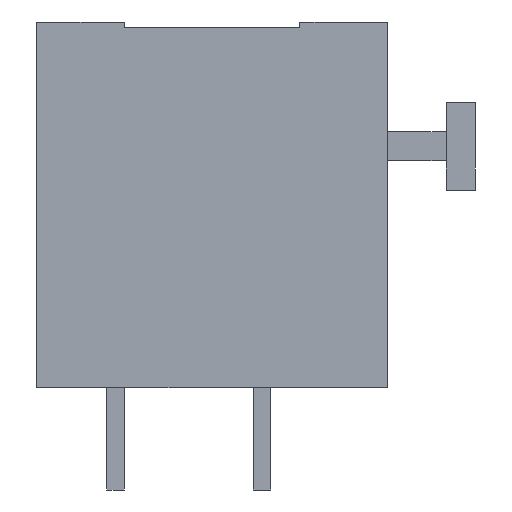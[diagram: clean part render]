
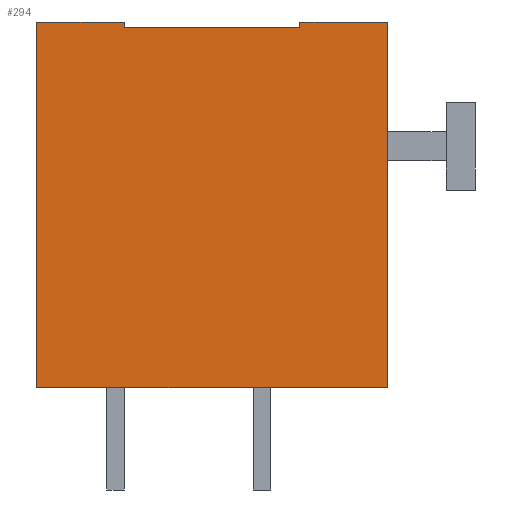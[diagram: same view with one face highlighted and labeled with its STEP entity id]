
A CAD part, front view. The second image highlights one B-rep face of the part: STEP entity #294.
In plain terms, the highlighted planar face has unit normal (0, -1, 0).
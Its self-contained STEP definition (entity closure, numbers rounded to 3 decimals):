
#294=ADVANCED_FACE('',(#502),#503,.F.);
#502=FACE_OUTER_BOUND('',#660,.T.);
#503=PLANE('',#661);
#660=EDGE_LOOP('',(#1042,#1043,#1044,#1045,#1046,#1047,#1048,#1049));
#661=AXIS2_PLACEMENT_3D('',#1050,#1051,#1052);
#1042=ORIENTED_EDGE('',*,*,#1226,.F.);
#1043=ORIENTED_EDGE('',*,*,#1218,.F.);
#1044=ORIENTED_EDGE('',*,*,#1202,.T.);
#1045=ORIENTED_EDGE('',*,*,#1224,.T.);
#1046=ORIENTED_EDGE('',*,*,#1209,.F.);
#1047=ORIENTED_EDGE('',*,*,#1222,.F.);
#1048=ORIENTED_EDGE('',*,*,#1227,.F.);
#1049=ORIENTED_EDGE('',*,*,#1228,.T.);
#1050=CARTESIAN_POINT('',(-25.0,-2.5,20.139));
#1051=DIRECTION('',(0.0,1.0,0.0));
#1052=DIRECTION('',(0.0,0.0,1.0));
#1202=EDGE_CURVE('',#1418,#1416,#1419,.T.);
#1209=EDGE_CURVE('',#1429,#1424,#1431,.T.);
#1218=EDGE_CURVE('',#1418,#1444,#1445,.T.);
#1222=EDGE_CURVE('',#1448,#1429,#1450,.T.);
#1224=EDGE_CURVE('',#1416,#1424,#1452,.T.);
#1226=EDGE_CURVE('',#1444,#1454,#1455,.T.);
#1227=EDGE_CURVE('',#1456,#1448,#1457,.T.);
#1228=EDGE_CURVE('',#1456,#1454,#1458,.T.);
#1416=VERTEX_POINT('',#1730);
#1418=VERTEX_POINT('',#1733);
#1419=LINE('',#1734,#1735);
#1424=VERTEX_POINT('',#1742);
#1429=VERTEX_POINT('',#1749);
#1431=LINE('',#1752,#1753);
#1444=VERTEX_POINT('',#1772);
#1445=LINE('',#1773,#1774);
#1448=VERTEX_POINT('',#1778);
#1450=LINE('',#1781,#1782);
#1452=LINE('',#1784,#1785);
#1454=VERTEX_POINT('',#1787);
#1455=LINE('',#1788,#1789);
#1456=VERTEX_POINT('',#1790);
#1457=LINE('',#1791,#1792);
#1458=LINE('',#1793,#1794);
#1730=CARTESIAN_POINT('',(-25.0,-2.5,7.639));
#1733=CARTESIAN_POINT('',(-25.0,-2.5,20.139));
#1734=CARTESIAN_POINT('',(-25.0,-2.5,20.139));
#1735=VECTOR('',#1893,1.0);
#1742=CARTESIAN_POINT('',(-13.0,-2.5,7.639));
#1749=CARTESIAN_POINT('',(-13.0,-2.5,20.139));
#1752=CARTESIAN_POINT('',(-13.0,-2.5,20.139));
#1753=VECTOR('',#1899,1.0);
#1772=CARTESIAN_POINT('',(-22.0,-2.5,20.139));
#1773=CARTESIAN_POINT('',(-25.0,-2.5,20.139));
#1774=VECTOR('',#1906,1.0);
#1778=CARTESIAN_POINT('',(-16.0,-2.5,20.139));
#1781=CARTESIAN_POINT('',(-25.0,-2.5,20.139));
#1782=VECTOR('',#1909,1.0);
#1784=CARTESIAN_POINT('',(-25.0,-2.5,7.639));
#1785=VECTOR('',#1910,1.0);
#1787=CARTESIAN_POINT('',(-22.0,-2.5,19.939));
#1788=CARTESIAN_POINT('',(-22.0,-2.5,20.139));
#1789=VECTOR('',#1911,1.0);
#1790=CARTESIAN_POINT('',(-16.0,-2.5,19.939));
#1791=CARTESIAN_POINT('',(-16.0,-2.5,20.139));
#1792=VECTOR('',#1912,1.0);
#1793=CARTESIAN_POINT('',(-25.0,-2.5,19.939));
#1794=VECTOR('',#1913,1.0);
#1893=DIRECTION('',(0.0,0.0,-1.0));
#1899=DIRECTION('',(0.0,0.0,-1.0));
#1906=DIRECTION('',(1.0,0.0,0.0));
#1909=DIRECTION('',(1.0,0.0,0.0));
#1910=DIRECTION('',(1.0,0.0,0.0));
#1911=DIRECTION('',(0.0,0.0,-1.0));
#1912=DIRECTION('',(0.0,0.0,1.0));
#1913=DIRECTION('',(-1.0,0.0,0.0));
